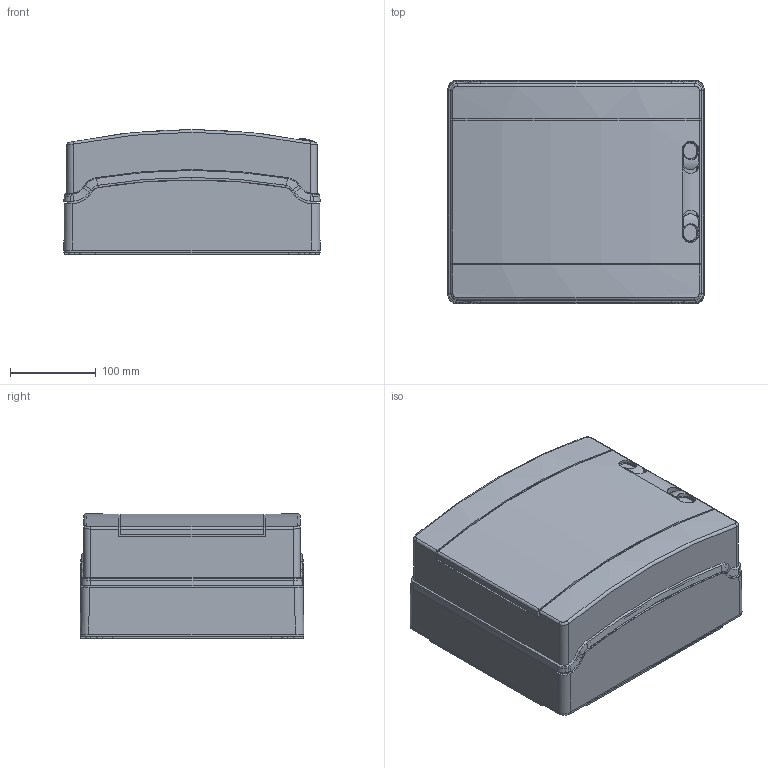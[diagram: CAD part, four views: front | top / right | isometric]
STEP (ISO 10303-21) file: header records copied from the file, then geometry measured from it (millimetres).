
FILE_DESCRIPTION((''),'2;1');
FILE_NAME('GW40103_ASM','2021-10-19T10:32:50',('User'),('Axiro Italia'),'CREO PARAMETRIC BY PTC INC, 2020354','CREO PARAMETRIC BY PTC INC, 2020354','');
FILE_SCHEMA(('CONFIG_CONTROL_DESIGN'));
Length unit declared in the file: millimetre
Products named in the file (4): GW40103_SCATOLA_OR; GW40103_COPERCHIO_OR; GUIDA_DIN_12_1; GW40103_ASM
Assembly tree (3 placements, depth 2):
  GW40103_ASM
    GW40103_SCATOLA_OR
    GW40103_COPERCHIO_OR
    GUIDA_DIN_12_1
Bounding box: 298.6 x 260 x 144.85 mm (x, y, z)
Volume: 2804861.6 mm3; surface area: 714514.5 mm2
Topology: 3 solids, 7 shells, 1117 faces, 2802 edges, 1764 vertices
Faces by surface type: plane 690, cylinder 261, bspline 84, cone 72, torus 6, extrusion 4
Entity records: 37637 total; most frequent: CARTESIAN_POINT 11147, ORIENTED_EDGE 5604, DIRECTION 5210, EDGE_CURVE 2802, VECTOR 1914, LINE 1910, VERTEX_POINT 1764, AXIS2_PLACEMENT_3D 1648
